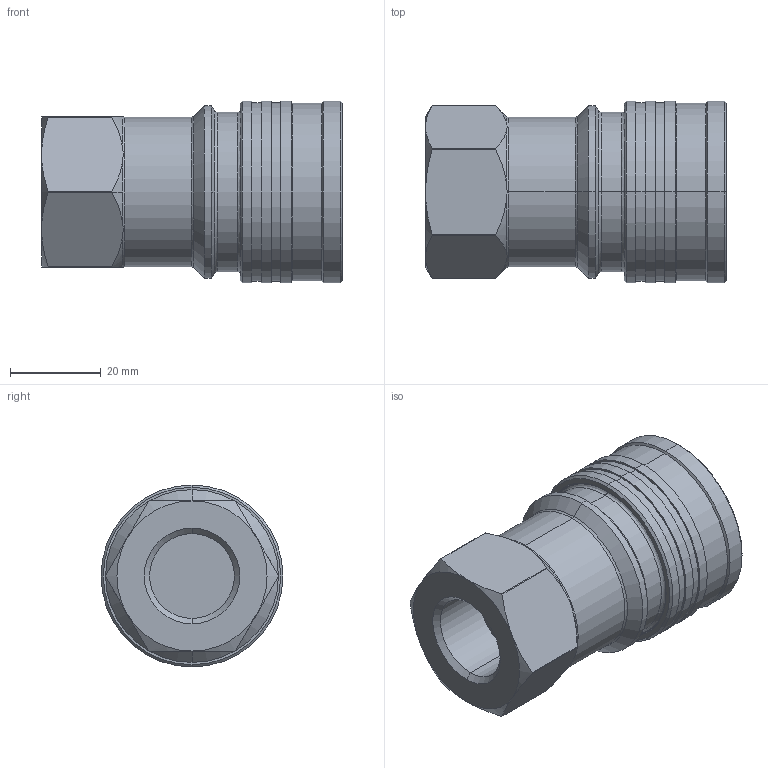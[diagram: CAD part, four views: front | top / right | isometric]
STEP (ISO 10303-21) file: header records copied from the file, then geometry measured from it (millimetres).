
FILE_DESCRIPTION (( 'STEP AP214' ), '1' );
FILE_NAME ('IB5010 V.STEP', '2015-09-02T09:46:57', ( 'admin' ), ( 'Microsoft' ), 'SwSTEP 2.0', 'SolidWorks 2009', '' );
FILE_SCHEMA (( 'AUTOMOTIVE_DESIGN' ));
Length unit declared in the file: millimetre
Products named in the file (1): IB5010 V
Bounding box: 66.15 x 40 x 40 mm (x, y, z)
Volume: 50988.5 mm3; surface area: 16243.5 mm2
Topology: 3 solids, 3 shells, 232 faces, 510 edges, 316 vertices
Faces by surface type: cone 80, bspline 66, cylinder 62, plane 24
Entity records: 9967 total; most frequent: CARTESIAN_POINT 5172, ORIENTED_EDGE 1020, DIRECTION 950, EDGE_CURVE 510, AXIS2_PLACEMENT_3D 422, VERTEX_POINT 316, EDGE_LOOP 268, CIRCLE 255
